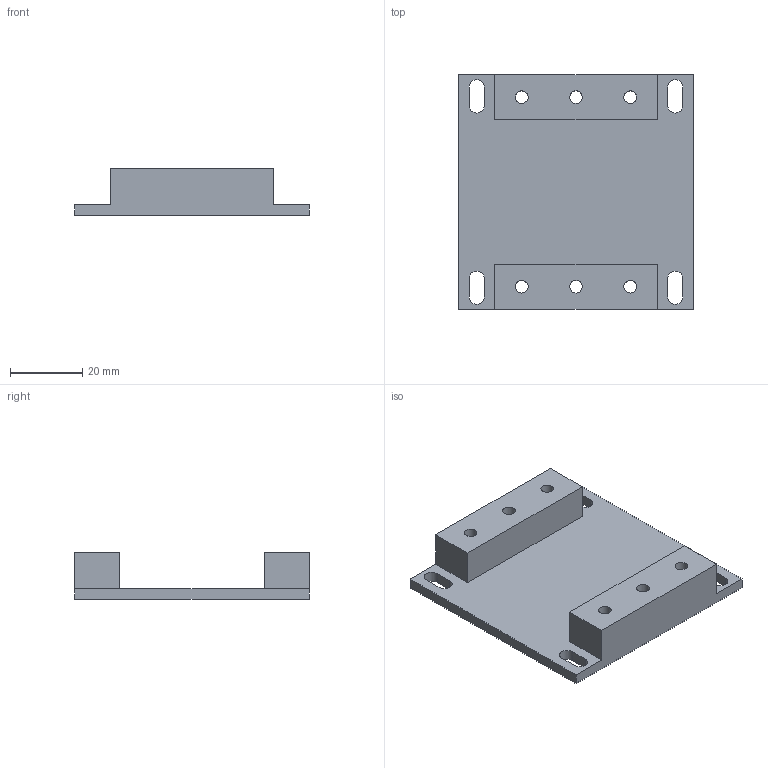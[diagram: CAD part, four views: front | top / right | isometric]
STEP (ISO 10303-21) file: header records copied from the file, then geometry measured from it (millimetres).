
FILE_DESCRIPTION(/* description */ (''),/* implementation_level */ '2;1');
FILE_NAME(/* name */ 'Actuator_bracket_part_2.stp',/* time_stamp */ '2020-05-04T19:34:40+02:00',/* author */ ('r1kkie'),/* organization */ (''),/* preprocessor_version */ 'ST-DEVELOPER v18',/* originating_system */ 'Autodesk Inventor 2020',/* authorisation */ '');
FILE_SCHEMA (('AUTOMOTIVE_DESIGN { 1 0 10303 214 3 1 1 }'));
Length unit declared in the file: millimetre
Products named in the file (1): Fästplatta_aktuator_fäste
Bounding box: 65 x 65 x 13 mm (x, y, z)
Volume: 22749.3 mm3; surface area: 12268.9 mm2
Topology: 1 solids, 1 shells, 36 faces, 108 edges, 74 vertices
Faces by surface type: plane 22, cylinder 14
Full cylindrical faces by diameter (mm): 3.5 x6
Entity records: 1315 total; most frequent: CARTESIAN_POINT 219, ORIENTED_EDGE 216, DIRECTION 216, EDGE_CURVE 108, LINE 74, VECTOR 74, VERTEX_POINT 74, AXIS2_PLACEMENT_3D 71
